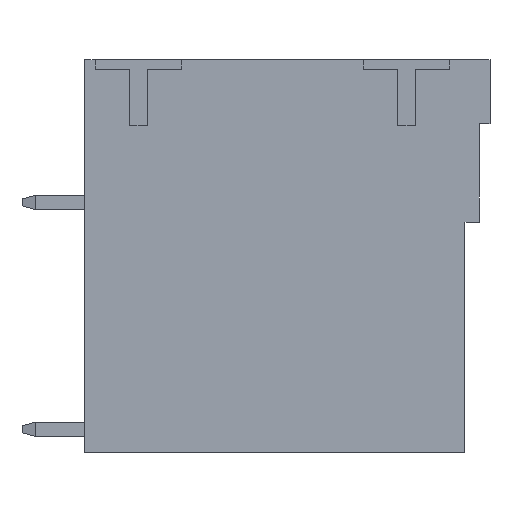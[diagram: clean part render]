
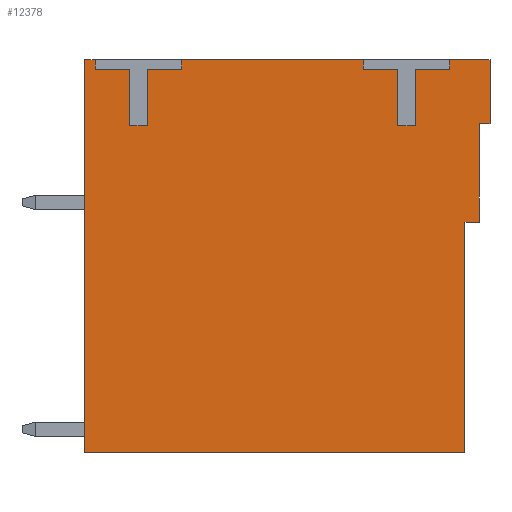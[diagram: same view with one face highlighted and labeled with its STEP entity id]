
A CAD part, left-side view. The second image highlights one B-rep face of the part: STEP entity #12378.
In plain terms, the highlighted planar face has unit normal (-1, 0, 0).
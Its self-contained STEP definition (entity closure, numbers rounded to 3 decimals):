
#2904=ORIENTED_EDGE('',*,*,#3878,.T.);
#2905=ORIENTED_EDGE('',*,*,#3690,.T.);
#2906=ORIENTED_EDGE('',*,*,#3694,.T.);
#2907=ORIENTED_EDGE('',*,*,#3712,.T.);
#2908=ORIENTED_EDGE('',*,*,#3709,.T.);
#2909=ORIENTED_EDGE('',*,*,#3706,.T.);
#2910=ORIENTED_EDGE('',*,*,#3703,.T.);
#2911=ORIENTED_EDGE('',*,*,#3700,.T.);
#2912=ORIENTED_EDGE('',*,*,#3885,.T.);
#2913=ORIENTED_EDGE('',*,*,#5037,.T.);
#2914=ORIENTED_EDGE('',*,*,#5039,.T.);
#2915=ORIENTED_EDGE('',*,*,#5041,.T.);
#2916=ORIENTED_EDGE('',*,*,#5043,.T.);
#2917=ORIENTED_EDGE('',*,*,#5045,.T.);
#2918=ORIENTED_EDGE('',*,*,#5047,.T.);
#2919=ORIENTED_EDGE('',*,*,#5048,.T.);
#2920=ORIENTED_EDGE('',*,*,#3882,.T.);
#2921=ORIENTED_EDGE('',*,*,#5050,.T.);
#2922=ORIENTED_EDGE('',*,*,#5052,.T.);
#2923=ORIENTED_EDGE('',*,*,#5054,.T.);
#2924=ORIENTED_EDGE('',*,*,#5056,.T.);
#2925=ORIENTED_EDGE('',*,*,#5058,.T.);
#2926=ORIENTED_EDGE('',*,*,#5060,.T.);
#2927=ORIENTED_EDGE('',*,*,#5061,.T.);
#3690=EDGE_CURVE('',#5439,#5438,#6572,.T.);
#3694=EDGE_CURVE('',#5438,#5441,#6576,.T.);
#3700=EDGE_CURVE('',#5447,#5446,#6582,.T.);
#3703=EDGE_CURVE('',#5449,#5447,#6585,.T.);
#3706=EDGE_CURVE('',#5451,#5449,#6588,.T.);
#3709=EDGE_CURVE('',#5453,#5451,#6591,.T.);
#3712=EDGE_CURVE('',#5441,#5453,#6594,.T.);
#3878=EDGE_CURVE('',#5611,#5439,#6756,.T.);
#3882=EDGE_CURVE('',#5615,#5614,#6760,.T.);
#3885=EDGE_CURVE('',#5446,#5616,#6763,.T.);
#5037=EDGE_CURVE('',#5616,#6314,#7839,.T.);
#5039=EDGE_CURVE('',#6314,#6315,#7841,.T.);
#5041=EDGE_CURVE('',#6315,#6316,#7843,.T.);
#5043=EDGE_CURVE('',#6316,#6317,#7845,.T.);
#5045=EDGE_CURVE('',#6317,#6318,#7847,.T.);
#5047=EDGE_CURVE('',#6318,#6319,#7849,.T.);
#5048=EDGE_CURVE('',#6319,#5615,#7850,.T.);
#5050=EDGE_CURVE('',#5614,#6320,#7852,.T.);
#5052=EDGE_CURVE('',#6320,#6321,#7854,.T.);
#5054=EDGE_CURVE('',#6321,#6322,#7856,.T.);
#5056=EDGE_CURVE('',#6322,#6323,#7858,.T.);
#5058=EDGE_CURVE('',#6323,#6324,#7860,.T.);
#5060=EDGE_CURVE('',#6324,#6325,#7862,.T.);
#5061=EDGE_CURVE('',#6325,#5611,#7863,.T.);
#5438=VERTEX_POINT('',#16469);
#5439=VERTEX_POINT('',#16471);
#5441=VERTEX_POINT('',#16477);
#5446=VERTEX_POINT('',#16489);
#5447=VERTEX_POINT('',#16491);
#5449=VERTEX_POINT('',#16497);
#5451=VERTEX_POINT('',#16503);
#5453=VERTEX_POINT('',#16509);
#5611=VERTEX_POINT('',#16849);
#5614=VERTEX_POINT('',#16855);
#5615=VERTEX_POINT('',#16857);
#5616=VERTEX_POINT('',#16860);
#6314=VERTEX_POINT('',#19174);
#6315=VERTEX_POINT('',#19178);
#6316=VERTEX_POINT('',#19182);
#6317=VERTEX_POINT('',#19186);
#6318=VERTEX_POINT('',#19190);
#6319=VERTEX_POINT('',#19194);
#6320=VERTEX_POINT('',#19200);
#6321=VERTEX_POINT('',#19204);
#6322=VERTEX_POINT('',#19208);
#6323=VERTEX_POINT('',#19212);
#6324=VERTEX_POINT('',#19216);
#6325=VERTEX_POINT('',#19220);
#6572=LINE('',#16470,#8236);
#6576=LINE('',#16478,#8240);
#6582=LINE('',#16490,#8246);
#6585=LINE('',#16496,#8249);
#6588=LINE('',#16502,#8252);
#6591=LINE('',#16508,#8255);
#6594=LINE('',#16513,#8258);
#6756=LINE('',#16848,#8420);
#6760=LINE('',#16856,#8424);
#6763=LINE('',#16861,#8427);
#7839=LINE('',#19175,#9503);
#7841=LINE('',#19179,#9505);
#7843=LINE('',#19183,#9507);
#7845=LINE('',#19187,#9509);
#7847=LINE('',#19191,#9511);
#7849=LINE('',#19195,#9513);
#7850=LINE('',#19197,#9514);
#7852=LINE('',#19201,#9516);
#7854=LINE('',#19205,#9518);
#7856=LINE('',#19209,#9520);
#7858=LINE('',#19213,#9522);
#7860=LINE('',#19217,#9524);
#7862=LINE('',#19221,#9526);
#7863=LINE('',#19223,#9527);
#8236=VECTOR('',#13323,1000.);
#8240=VECTOR('',#13329,1000.);
#8246=VECTOR('',#13337,1000.);
#8249=VECTOR('',#13342,1000.);
#8252=VECTOR('',#13347,1000.);
#8255=VECTOR('',#13352,1000.);
#8258=VECTOR('',#13357,1000.);
#8420=VECTOR('',#13551,1000.);
#8424=VECTOR('',#13555,1000.);
#8427=VECTOR('',#13558,1000.);
#9503=VECTOR('',#15714,1000.);
#9505=VECTOR('',#15718,1000.);
#9507=VECTOR('',#15722,1000.);
#9509=VECTOR('',#15726,1000.);
#9511=VECTOR('',#15730,1000.);
#9513=VECTOR('',#15734,1000.);
#9514=VECTOR('',#15737,1000.);
#9516=VECTOR('',#15741,1000.);
#9518=VECTOR('',#15745,1000.);
#9520=VECTOR('',#15749,1000.);
#9522=VECTOR('',#15753,1000.);
#9524=VECTOR('',#15757,1000.);
#9526=VECTOR('',#15761,1000.);
#9527=VECTOR('',#15764,1000.);
#10414=EDGE_LOOP('',(#2904,#2905,#2906,#2907,#2908,#2909,#2910,#2911,#2912,
#2913,#2914,#2915,#2916,#2917,#2918,#2919,#2920,#2921,#2922,#2923,#2924,
#2925,#2926,#2927));
#11108=FACE_BOUND('',#10414,.T.);
#11742=PLANE('',#13145);
#12378=ADVANCED_FACE('',(#11108),#11742,.T.);
#13145=AXIS2_PLACEMENT_3D('',#19224,#15765,#15766);
#13323=DIRECTION('',(0.,0.,-1.));
#13329=DIRECTION('',(0.,-1.,0.));
#13337=DIRECTION('',(0.,0.,1.));
#13342=DIRECTION('',(0.,-1.,0.));
#13347=DIRECTION('',(0.,0.,1.));
#13352=DIRECTION('',(0.,-1.,0.));
#13357=DIRECTION('',(0.,0.,1.));
#13551=DIRECTION('',(0.,1.,0.));
#13555=DIRECTION('',(0.,1.,0.));
#13558=DIRECTION('',(0.,1.,0.));
#15714=DIRECTION('',(0.,0.,-1.));
#15718=DIRECTION('',(0.,1.,0.));
#15722=DIRECTION('',(0.,0.,-1.));
#15726=DIRECTION('',(0.,1.,0.));
#15730=DIRECTION('',(0.,0.,1.));
#15734=DIRECTION('',(0.,1.,0.));
#15737=DIRECTION('',(0.,0.,1.));
#15741=DIRECTION('',(0.,0.,-1.));
#15745=DIRECTION('',(0.,1.,0.));
#15749=DIRECTION('',(0.,0.,-1.));
#15753=DIRECTION('',(0.,1.,0.));
#15757=DIRECTION('',(0.,0.,1.));
#15761=DIRECTION('',(0.,1.,0.));
#15764=DIRECTION('',(0.,0.,1.));
#15765=DIRECTION('',(-1.,0.,0.));
#15766=DIRECTION('',(0.,0.,1.));
#16469=CARTESIAN_POINT('',(-8.115,11.35,-22.));
#16470=CARTESIAN_POINT('',(-8.115,11.35,0.));
#16471=CARTESIAN_POINT('',(-8.115,11.35,0.));
#16477=CARTESIAN_POINT('',(-8.115,-9.95,-22.));
#16478=CARTESIAN_POINT('',(-8.115,11.35,-22.));
#16489=CARTESIAN_POINT('',(-8.115,-11.35,0.));
#16490=CARTESIAN_POINT('',(-8.115,-11.35,-3.6));
#16491=CARTESIAN_POINT('',(-8.115,-11.35,-3.6));
#16496=CARTESIAN_POINT('',(-8.115,-10.75,-3.6));
#16497=CARTESIAN_POINT('',(-8.115,-10.75,-3.6));
#16502=CARTESIAN_POINT('',(-8.115,-10.75,-9.1));
#16503=CARTESIAN_POINT('',(-8.115,-10.75,-9.1));
#16508=CARTESIAN_POINT('',(-8.115,-9.95,-9.1));
#16509=CARTESIAN_POINT('',(-8.115,-9.95,-9.1));
#16513=CARTESIAN_POINT('',(-8.115,-9.95,-22.));
#16848=CARTESIAN_POINT('',(-8.115,10.75,0.));
#16849=CARTESIAN_POINT('',(-8.115,10.75,0.));
#16855=CARTESIAN_POINT('',(-8.115,5.9,0.));
#16856=CARTESIAN_POINT('',(-8.115,-4.25,0.));
#16857=CARTESIAN_POINT('',(-8.115,-4.25,0.));
#16860=CARTESIAN_POINT('',(-8.115,-9.1,0.));
#16861=CARTESIAN_POINT('',(-8.115,-11.35,0.));
#19174=CARTESIAN_POINT('',(-8.115,-9.1,-0.55));
#19175=CARTESIAN_POINT('',(-8.115,-9.1,0.));
#19178=CARTESIAN_POINT('',(-8.115,-7.175,-0.55));
#19179=CARTESIAN_POINT('',(-8.115,-9.1,-0.55));
#19182=CARTESIAN_POINT('',(-8.115,-7.175,-3.7));
#19183=CARTESIAN_POINT('',(-8.115,-7.175,-0.55));
#19186=CARTESIAN_POINT('',(-8.115,-6.175,-3.7));
#19187=CARTESIAN_POINT('',(-8.115,-7.175,-3.7));
#19190=CARTESIAN_POINT('',(-8.115,-6.175,-0.55));
#19191=CARTESIAN_POINT('',(-8.115,-6.175,-3.7));
#19194=CARTESIAN_POINT('',(-8.115,-4.25,-0.55));
#19195=CARTESIAN_POINT('',(-8.115,-6.175,-0.55));
#19197=CARTESIAN_POINT('',(-8.115,-4.25,-0.55));
#19200=CARTESIAN_POINT('',(-8.115,5.9,-0.55));
#19201=CARTESIAN_POINT('',(-8.115,5.9,0.));
#19204=CARTESIAN_POINT('',(-8.115,7.825,-0.55));
#19205=CARTESIAN_POINT('',(-8.115,5.9,-0.55));
#19208=CARTESIAN_POINT('',(-8.115,7.825,-3.7));
#19209=CARTESIAN_POINT('',(-8.115,7.825,-0.55));
#19212=CARTESIAN_POINT('',(-8.115,8.825,-3.7));
#19213=CARTESIAN_POINT('',(-8.115,7.825,-3.7));
#19216=CARTESIAN_POINT('',(-8.115,8.825,-0.55));
#19217=CARTESIAN_POINT('',(-8.115,8.825,-3.7));
#19220=CARTESIAN_POINT('',(-8.115,10.75,-0.55));
#19221=CARTESIAN_POINT('',(-8.115,8.825,-0.55));
#19223=CARTESIAN_POINT('',(-8.115,10.75,-0.55));
#19224=CARTESIAN_POINT('',(-8.115,0.,0.));
